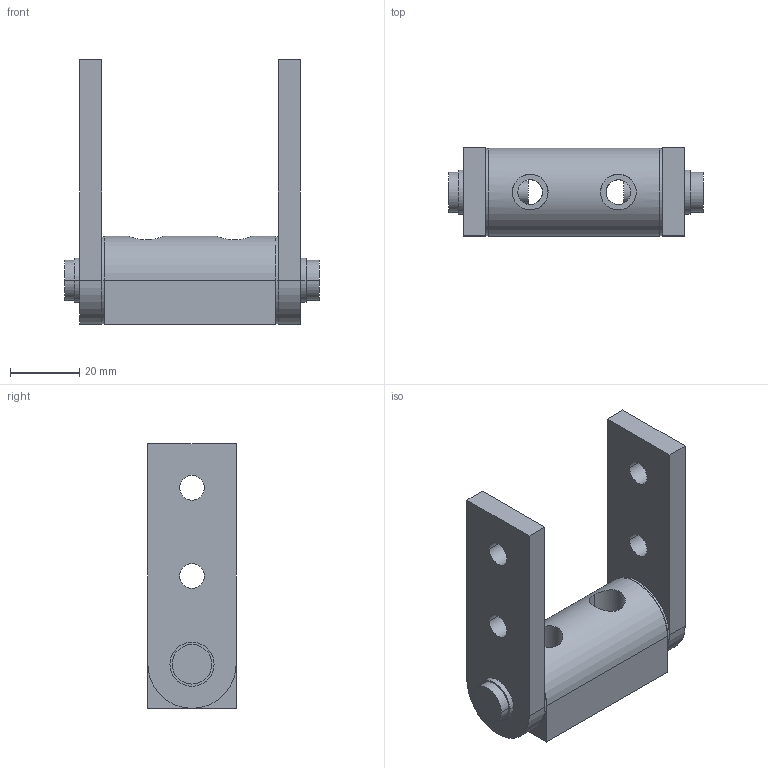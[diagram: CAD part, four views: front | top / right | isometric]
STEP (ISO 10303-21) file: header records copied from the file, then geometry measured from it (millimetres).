
FILE_DESCRIPTION((''),'2;1');
FILE_NAME('10HI8322.stp','2015-07-07T15:49:35',(''),(''),'Mechanical Desktop 2011','Mechanical Desktop 2011',', , ');
FILE_SCHEMA(('AUTOMOTIVE_DESIGN { 1 2 10303 214 1 1 1 1 }'));
Length unit declared in the file: inch
Products named in the file (1): Product
Bounding box: 73.28 x 25.4 x 76.2 mm (x, y, z)
Volume: 50806.7 mm3; surface area: 22152.3 mm2
Topology: 11 solids, 11 shells, 102 faces, 226 edges, 152 vertices
Faces by surface type: cylinder 65, plane 37
Entity records: 3161 total; most frequent: CARTESIAN_POINT 689, DIRECTION 534, ORIENTED_EDGE 452, EDGE_CURVE 226, AXIS2_PLACEMENT_3D 221, VERTEX_POINT 152, EDGE_LOOP 142, CIRCLE 118
